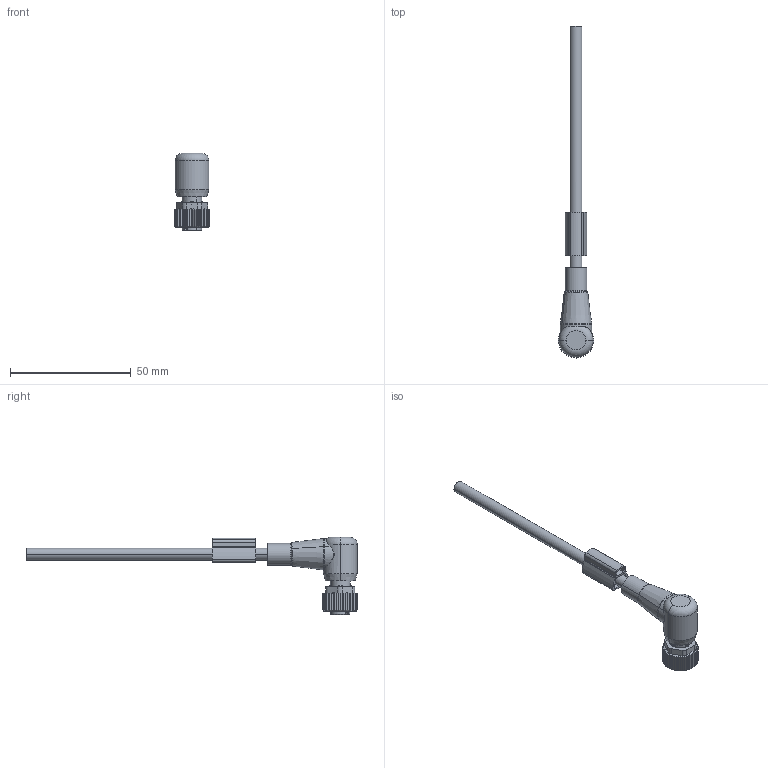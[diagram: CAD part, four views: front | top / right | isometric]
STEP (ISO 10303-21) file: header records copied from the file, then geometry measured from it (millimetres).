
FILE_DESCRIPTION(('CATIA V5 STEP Exchange','CAx-IF Rec.Pracs.--- Model Styling and Organization---1.5--- 2016-08-15','CAx-IF Rec.Pracs.---Supplemental Geometry---1.0---2011-11-01','CAx-IF Rec.Pracs.--- Composite Materials ---1.1---2010-07-15'),'2;1');
FILE_NAME ('458289-2_0', '2025-03-21T07:35:08+00:00', ('none'), ('Weidmueller'), 'CATIA Version 5-6 Release 2022 SP4 HF5', 'CATIA V5 STEP AP214 v3', 'none');
FILE_SCHEMA(('AUTOMOTIVE_DESIGN { 1 0 10303 214 1 1 1 1 }'));
Length unit declared in the file: millimetre
Products named in the file (1): 1004330000
Bounding box: 14.52 x 137.3 x 32 mm (x, y, z)
Volume: 8364.5 mm3; surface area: 6574.7 mm2
Topology: 1 solids, 5 shells, 477 faces, 1240 edges, 784 vertices
Faces by surface type: plane 215, cylinder 143, cone 70, bspline 23, torus 22, revolution 4
Entity records: 15469 total; most frequent: CARTESIAN_POINT 4839, ORIENTED_EDGE 2460, DIRECTION 1557, EDGE_CURVE 1230, VERTEX_POINT 784, AXIS2_PLACEMENT_3D 716, VECTOR 507, LINE 507
